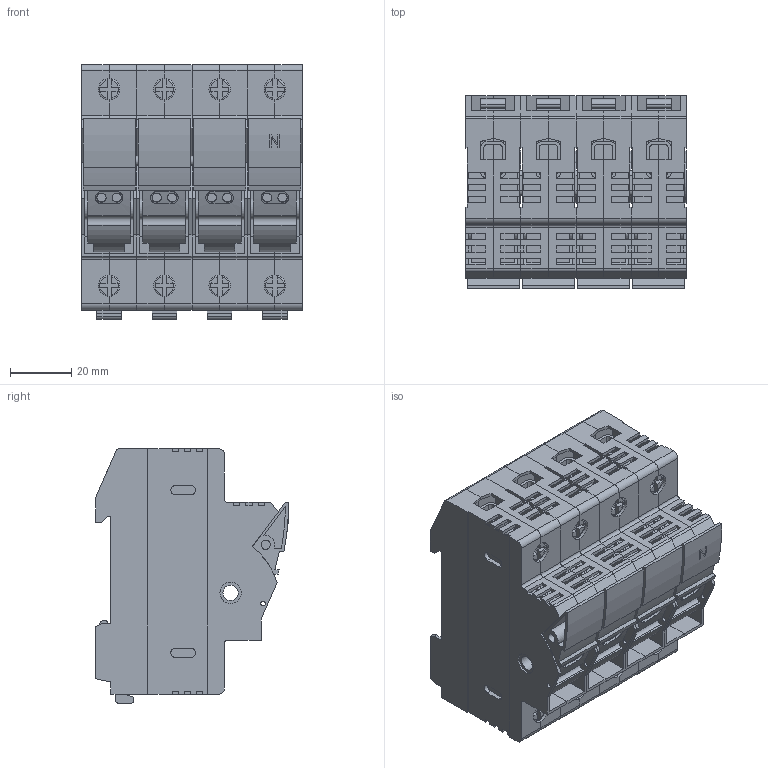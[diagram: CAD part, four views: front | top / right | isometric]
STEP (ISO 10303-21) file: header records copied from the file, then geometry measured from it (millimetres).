
FILE_DESCRIPTION((''),'2;1');
FILE_NAME('31114000.stp','2013-10-31T15:44:46',('Alois Weiner'),(''),'Autodesk Inventor 2013','Autodesk Inventor 2013','');
FILE_SCHEMA(('AUTOMOTIVE_DESIGN { 1 0 10303 214 1 1 1 1 }'));
Length unit declared in the file: millimetre
Products named in the file (11): 31114000; 31113000; 31110000; 77196000; 77197000; 77198000; 71292000; 79614000; 77202100; 31258000; 78981000
Assembly tree (23 placements, depth 4):
  31114000
    31113000
      31110000  x3
        77196000
        77197000
        77198000
        71292000
      79614000  x4
      77202100
    79614000  x2
    31258000
      77196000
      77197000
      77198000
      71292000  x2
      78981000
Bounding box: 72 x 62.84 x 83 mm (x, y, z)
Volume: 114532.4 mm3; surface area: 129926.9 mm2
Topology: 28 solids, 28 shells, 3139 faces, 9093 edges, 5998 vertices
Faces by surface type: plane 2258, bspline 448, cylinder 417, torus 16
Full cylindrical faces by diameter (mm): 1.5 x8, 3 x13, 4 x20, 5 x4, 7 x16, 8 x8, 14 x4, 16 x4
Entity records: 25242 total; most frequent: CARTESIAN_POINT 5947, ORIENTED_EDGE 4240, DIRECTION 3415, EDGE_CURVE 2120, VECTOR 1677, LINE 1677, VERTEX_POINT 1409, AXIS2_PLACEMENT_3D 869
